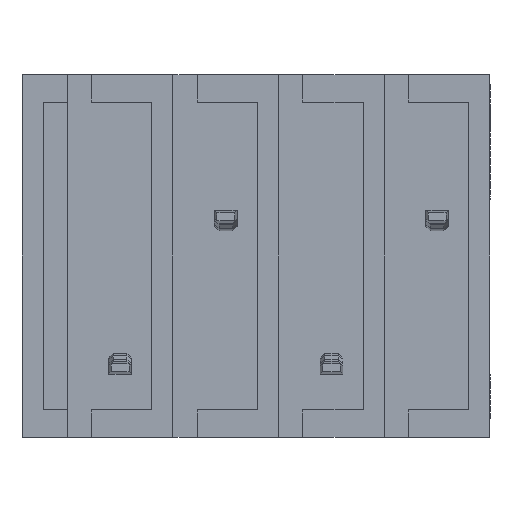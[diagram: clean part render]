
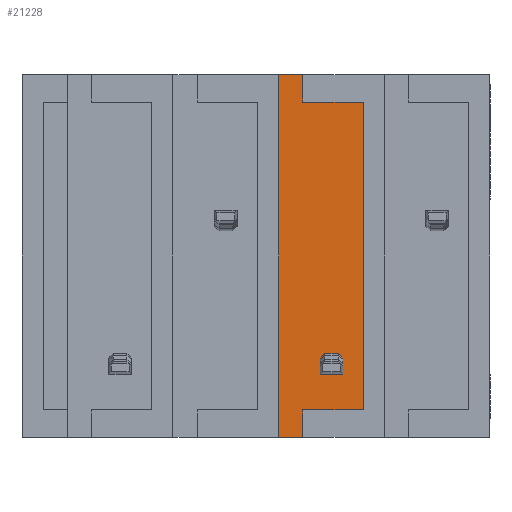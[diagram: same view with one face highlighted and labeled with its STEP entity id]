
A CAD part, front view. The second image highlights one B-rep face of the part: STEP entity #21228.
In plain terms, the highlighted planar face has unit normal (0, -1, 0).
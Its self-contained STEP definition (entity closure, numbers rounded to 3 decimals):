
#68 = ORIENTED_EDGE ( 'NONE', *, *, #17183, .F. ) ;
#217 = ORIENTED_EDGE ( 'NONE', *, *, #22900, .T. ) ;
#340 = VERTEX_POINT ( 'NONE', #19054 ) ;
#858 = EDGE_LOOP ( 'NONE', ( #12211, #14656, #1365, #13762, #19424, #16044 ) ) ;
#1001 = DIRECTION ( 'NONE',  ( 1., 0., 0. ) ) ;
#1233 = ORIENTED_EDGE ( 'NONE', *, *, #13893, .T. ) ;
#1331 = VERTEX_POINT ( 'NONE', #20208 ) ;
#1347 = EDGE_CURVE ( 'NONE', #340, #14811, #19165, .T. ) ;
#1365 = ORIENTED_EDGE ( 'NONE', *, *, #1347, .T. ) ;
#1650 = EDGE_CURVE ( 'NONE', #11256, #13851, #5066, .T. ) ;
#1727 = CARTESIAN_POINT ( 'NONE',  ( 2.18, 0.3, -3.91 ) ) ;
#1863 = CARTESIAN_POINT ( 'NONE',  ( 2.18, 0.3, -4. ) ) ;
#2311 = EDGE_CURVE ( 'NONE', #8272, #21193, #2912, .T. ) ;
#2453 = CARTESIAN_POINT ( 'NONE',  ( 0.75, 0.3, 6. ) ) ;
#2743 = VERTEX_POINT ( 'NONE', #11643 ) ;
#2912 = LINE ( 'NONE', #21428, #16410 ) ;
#3096 = CARTESIAN_POINT ( 'NONE',  ( 1.55, 0.3, -4. ) ) ;
#3121 = VECTOR ( 'NONE', #17762, 1000. ) ;
#3246 = VERTEX_POINT ( 'NONE', #16794 ) ;
#3366 = DIRECTION ( 'NONE',  ( -1., 0., 0. ) ) ;
#3390 = VERTEX_POINT ( 'NONE', #2453 ) ;
#3419 = VERTEX_POINT ( 'NONE', #9465 ) ;
#3509 = CARTESIAN_POINT ( 'NONE',  ( 1.55, 0.3, -6. ) ) ;
#3783 = EDGE_CURVE ( 'NONE', #1331, #14811, #22852, .T. ) ;
#3874 = VECTOR ( 'NONE', #22162, 1000. ) ;
#4101 = ORIENTED_EDGE ( 'NONE', *, *, #11246, .T. ) ;
#4225 = VECTOR ( 'NONE', #4625, 1000. ) ;
#4518 = VECTOR ( 'NONE', #1001, 1000. ) ;
#4625 = DIRECTION ( 'NONE',  ( 0., 0., 1. ) ) ;
#5066 = LINE ( 'NONE', #23046, #5644 ) ;
#5482 = VECTOR ( 'NONE', #21113, 1000. ) ;
#5644 = VECTOR ( 'NONE', #19413, 1000. ) ;
#6210 = CARTESIAN_POINT ( 'NONE',  ( 1.55, 0.3, 6. ) ) ;
#6534 = CARTESIAN_POINT ( 'NONE',  ( 2.125, 0.3, -4. ) ) ;
#6536 = EDGE_LOOP ( 'NONE', ( #4101, #68, #17531, #14798, #1233, #7895, #217, #13522 ) ) ;
#6653 = VECTOR ( 'NONE', #7156, 1000. ) ;
#7030 = CARTESIAN_POINT ( 'NONE',  ( 1.55, 0.3, 5.1 ) ) ;
#7156 = DIRECTION ( 'NONE',  ( 0.707, 0., 0.707 ) ) ;
#7269 = VECTOR ( 'NONE', #20790, 1000. ) ;
#7454 = CARTESIAN_POINT ( 'NONE',  ( 2.725, 0.3, -3.49 ) ) ;
#7513 = FACE_BOUND ( 'NONE', #858, .T. ) ;
#7739 = LINE ( 'NONE', #19368, #5482 ) ;
#7895 = ORIENTED_EDGE ( 'NONE', *, *, #19155, .T. ) ;
#8272 = VERTEX_POINT ( 'NONE', #22936 ) ;
#8355 = DIRECTION ( 'NONE',  ( 1., 0., 0. ) ) ;
#9465 = CARTESIAN_POINT ( 'NONE',  ( 3.55, 0.3, -5.1 ) ) ;
#10421 = VECTOR ( 'NONE', #22490, 1000. ) ;
#11246 = EDGE_CURVE ( 'NONE', #15470, #22205, #17306, .T. ) ;
#11256 = VERTEX_POINT ( 'NONE', #7454 ) ;
#11295 = VERTEX_POINT ( 'NONE', #22799 ) ;
#11321 = CARTESIAN_POINT ( 'NONE',  ( 2.875, 0.3, -3.91 ) ) ;
#11465 = FACE_OUTER_BOUND ( 'NONE', #6536, .T. ) ;
#11623 = LINE ( 'NONE', #19602, #14423 ) ;
#11643 = CARTESIAN_POINT ( 'NONE',  ( 1.55, 0.3, -5.1 ) ) ;
#12211 = ORIENTED_EDGE ( 'NONE', *, *, #1650, .F. ) ;
#12372 = VECTOR ( 'NONE', #20824, 1000. ) ;
#12607 = PLANE ( 'NONE',  #17086 ) ;
#13257 = CARTESIAN_POINT ( 'NONE',  ( 2.18, 0.3, 5.1 ) ) ;
#13447 = CARTESIAN_POINT ( 'NONE',  ( 2.708, 0.3, -3.473 ) ) ;
#13522 = ORIENTED_EDGE ( 'NONE', *, *, #14806, .T. ) ;
#13762 = ORIENTED_EDGE ( 'NONE', *, *, #3783, .F. ) ;
#13851 = VERTEX_POINT ( 'NONE', #20219 ) ;
#13893 = EDGE_CURVE ( 'NONE', #21193, #2743, #20841, .T. ) ;
#14423 = VECTOR ( 'NONE', #21565, 1000. ) ;
#14638 = LINE ( 'NONE', #18959, #4518 ) ;
#14656 = ORIENTED_EDGE ( 'NONE', *, *, #20400, .T. ) ;
#14661 = EDGE_CURVE ( 'NONE', #8272, #3390, #22458, .T. ) ;
#14750 = DIRECTION ( 'NONE',  ( 0., 0., 1. ) ) ;
#14798 = ORIENTED_EDGE ( 'NONE', *, *, #2311, .T. ) ;
#14806 = EDGE_CURVE ( 'NONE', #3246, #15470, #15687, .T. ) ;
#14811 = VERTEX_POINT ( 'NONE', #11321 ) ;
#15470 = VERTEX_POINT ( 'NONE', #7030 ) ;
#15687 = LINE ( 'NONE', #13257, #3874 ) ;
#16044 = ORIENTED_EDGE ( 'NONE', *, *, #16109, .T. ) ;
#16109 = EDGE_CURVE ( 'NONE', #11295, #13851, #18451, .T. ) ;
#16410 = VECTOR ( 'NONE', #8355, 1000. ) ;
#16794 = CARTESIAN_POINT ( 'NONE',  ( 3.55, 0.3, 5.1 ) ) ;
#17031 = CARTESIAN_POINT ( 'NONE',  ( 1.55, 0.3, -4. ) ) ;
#17086 = AXIS2_PLACEMENT_3D ( 'NONE', #1863, #21463, #3366 ) ;
#17183 = EDGE_CURVE ( 'NONE', #3390, #22205, #11623, .T. ) ;
#17306 = LINE ( 'NONE', #3096, #20987 ) ;
#17531 = ORIENTED_EDGE ( 'NONE', *, *, #14661, .F. ) ;
#17753 = CARTESIAN_POINT ( 'NONE',  ( 1.972, 0.3, -3.792 ) ) ;
#17762 = DIRECTION ( 'NONE',  ( 1., 0., 0. ) ) ;
#18189 = DIRECTION ( 'NONE',  ( 0., 0., 1. ) ) ;
#18451 = LINE ( 'NONE', #17753, #6653 ) ;
#18959 = CARTESIAN_POINT ( 'NONE',  ( 2.18, 0.3, -5.1 ) ) ;
#19054 = CARTESIAN_POINT ( 'NONE',  ( 2.875, 0.3, -3.64 ) ) ;
#19155 = EDGE_CURVE ( 'NONE', #2743, #3419, #14638, .T. ) ;
#19165 = LINE ( 'NONE', #22253, #10421 ) ;
#19368 = CARTESIAN_POINT ( 'NONE',  ( 3.55, 0.3, -4. ) ) ;
#19377 = EDGE_CURVE ( 'NONE', #1331, #11295, #21129, .T. ) ;
#19413 = DIRECTION ( 'NONE',  ( -1., 0., 0. ) ) ;
#19424 = ORIENTED_EDGE ( 'NONE', *, *, #19377, .T. ) ;
#19602 = CARTESIAN_POINT ( 'NONE',  ( 2.18, 0.3, 6. ) ) ;
#19656 = LINE ( 'NONE', #13447, #7269 ) ;
#19971 = CARTESIAN_POINT ( 'NONE',  ( 0.75, 0.3, -0.572 ) ) ;
#20208 = CARTESIAN_POINT ( 'NONE',  ( 2.125, 0.3, -3.91 ) ) ;
#20219 = CARTESIAN_POINT ( 'NONE',  ( 2.275, 0.3, -3.49 ) ) ;
#20400 = EDGE_CURVE ( 'NONE', #11256, #340, #19656, .T. ) ;
#20768 = VECTOR ( 'NONE', #14750, 1000. ) ;
#20790 = DIRECTION ( 'NONE',  ( 0.707, 0., -0.707 ) ) ;
#20824 = DIRECTION ( 'NONE',  ( 0., 0., 1. ) ) ;
#20841 = LINE ( 'NONE', #17031, #12372 ) ;
#20987 = VECTOR ( 'NONE', #18189, 1000. ) ;
#21113 = DIRECTION ( 'NONE',  ( 0., 0., 1. ) ) ;
#21129 = LINE ( 'NONE', #6534, #4225 ) ;
#21193 = VERTEX_POINT ( 'NONE', #3509 ) ;
#21228 = ADVANCED_FACE ( 'NONE', ( #7513, #11465 ), #12607, .T. ) ;
#21428 = CARTESIAN_POINT ( 'NONE',  ( 2.18, 0.3, -6. ) ) ;
#21463 = DIRECTION ( 'NONE',  ( 0., -1., 0. ) ) ;
#21565 = DIRECTION ( 'NONE',  ( 1., 0., 0. ) ) ;
#22162 = DIRECTION ( 'NONE',  ( -1., 0., 0. ) ) ;
#22205 = VERTEX_POINT ( 'NONE', #6210 ) ;
#22253 = CARTESIAN_POINT ( 'NONE',  ( 2.875, 0.3, -4. ) ) ;
#22458 = LINE ( 'NONE', #19971, #20768 ) ;
#22490 = DIRECTION ( 'NONE',  ( 0., 0., -1. ) ) ;
#22799 = CARTESIAN_POINT ( 'NONE',  ( 2.125, 0.3, -3.64 ) ) ;
#22852 = LINE ( 'NONE', #1727, #3121 ) ;
#22900 = EDGE_CURVE ( 'NONE', #3419, #3246, #7739, .T. ) ;
#22936 = CARTESIAN_POINT ( 'NONE',  ( 0.75, 0.3, -6. ) ) ;
#23046 = CARTESIAN_POINT ( 'NONE',  ( 2.18, 0.3, -3.49 ) ) ;
